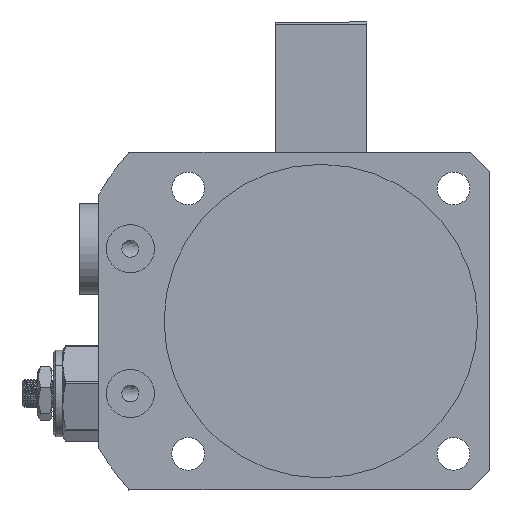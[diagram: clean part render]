
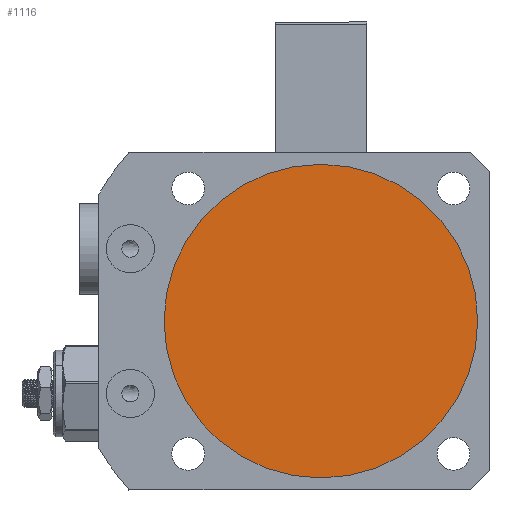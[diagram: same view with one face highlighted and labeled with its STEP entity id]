
A CAD part, front view. The second image highlights one B-rep face of the part: STEP entity #1116.
In plain terms, the highlighted planar face has unit normal (0, -1, 0).
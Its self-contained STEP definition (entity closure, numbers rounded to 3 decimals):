
#1116 = ADVANCED_FACE ( 'NONE', ( #3249 ), #9879, .T. ) ;
#1204 = EDGE_CURVE ( 'NONE', #1984, #9542, #7623, .T. ) ;
#1767 = EDGE_CURVE ( 'NONE', #9542, #1984, #6819, .T. ) ;
#1984 = VERTEX_POINT ( 'NONE', #4793 ) ;
#2234 = ORIENTED_EDGE ( 'NONE', *, *, #1204, .T. ) ;
#2939 = ORIENTED_EDGE ( 'NONE', *, *, #1767, .T. ) ;
#3249 = FACE_OUTER_BOUND ( 'NONE', #10017, .T. ) ;
#4793 = CARTESIAN_POINT ( 'NONE',  ( 0., 0., 32.5 ) ) ;
#6136 = DIRECTION ( 'NONE',  ( 0., 0., -1. ) ) ;
#6244 = DIRECTION ( 'NONE',  ( 0., -1., 0. ) ) ;
#6301 = CARTESIAN_POINT ( 'NONE',  ( 0., 0., 0. ) ) ;
#6680 = CARTESIAN_POINT ( 'NONE',  ( 0., 0., -32.5 ) ) ;
#6819 = CIRCLE ( 'NONE', #9269, 32.5 ) ;
#7623 = CIRCLE ( 'NONE', #12836, 32.5 ) ;
#9269 = AXIS2_PLACEMENT_3D ( 'NONE', #10962, #10098, #10056 ) ;
#9542 = VERTEX_POINT ( 'NONE', #6680 ) ;
#9547 = DIRECTION ( 'NONE',  ( 0., 0., -1. ) ) ;
#9693 = DIRECTION ( 'NONE',  ( 0., -1., 0. ) ) ;
#9743 = CARTESIAN_POINT ( 'NONE',  ( 27., 0., 0. ) ) ;
#9836 = AXIS2_PLACEMENT_3D ( 'NONE', #9743, #9693, #9547 ) ;
#9879 = PLANE ( 'NONE',  #9836 ) ;
#10017 = EDGE_LOOP ( 'NONE', ( #2939, #2234 ) ) ;
#10056 = DIRECTION ( 'NONE',  ( 0., 0., -1. ) ) ;
#10098 = DIRECTION ( 'NONE',  ( 0., -1., 0. ) ) ;
#10962 = CARTESIAN_POINT ( 'NONE',  ( 0., 0., 0. ) ) ;
#12836 = AXIS2_PLACEMENT_3D ( 'NONE', #6301, #6244, #6136 ) ;
